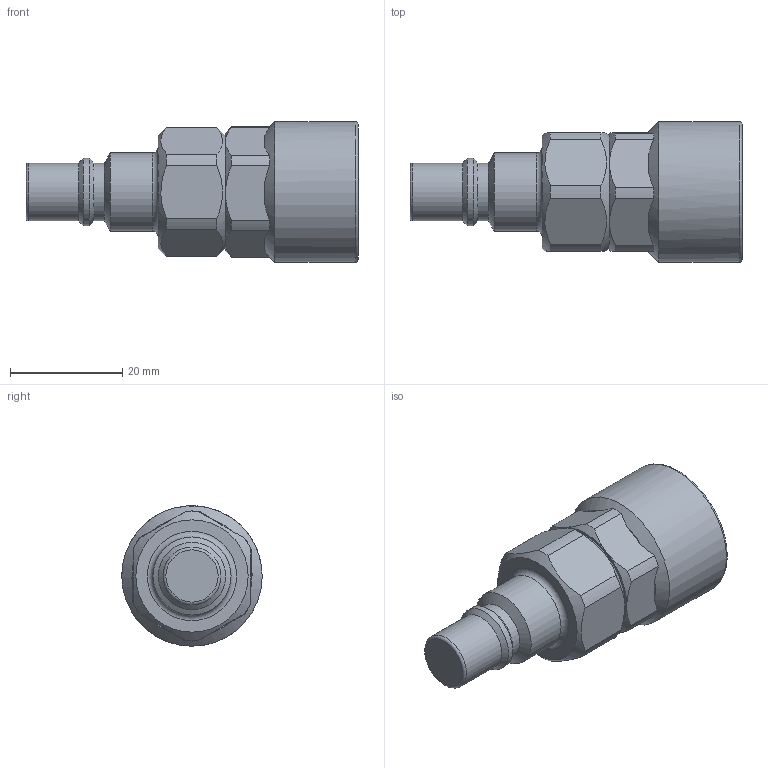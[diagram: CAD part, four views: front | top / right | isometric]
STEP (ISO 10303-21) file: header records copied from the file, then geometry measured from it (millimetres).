
FILE_DESCRIPTION((''),'2;1');
FILE_NAME('48sbiw21fvxb.stp','2013-10-01T07:52:11',('IA176480'),(''),'Autodesk Inventor 2013','Autodesk Inventor 2013','');
FILE_SCHEMA(('AUTOMOTIVE_DESIGN { 1 0 10303 214 1 1 1 1 }'));
Length unit declared in the file: millimetre
Products named in the file (1): D107879
Bounding box: 59.1 x 25 x 25 mm (x, y, z)
Volume: 14009.9 mm3; surface area: 5867.7 mm2
Topology: 1 solids, 3 shells, 69 faces, 162 edges, 102 vertices
Faces by surface type: plane 27, cylinder 23, cone 16, torus 3
Full cylindrical faces by diameter (mm): 10.3 x2, 12 x1, 12.657 x1, 13.9 x1, 16.662 x1, 17.283 x2, 18 x1, 18.631 x1, 25 x1
Entity records: 1870 total; most frequent: CARTESIAN_POINT 370, DIRECTION 302, ORIENTED_EDGE 264, AXIS2_PLACEMENT_3D 136, EDGE_CURVE 132, EDGE_LOOP 100, VERTEX_POINT 96, FACE_OUTER_BOUND 69
